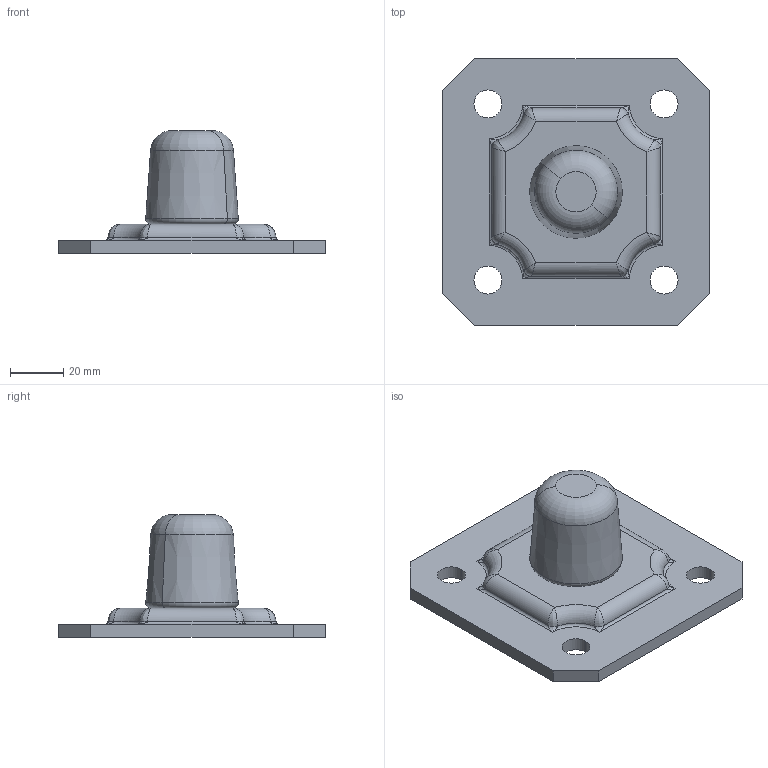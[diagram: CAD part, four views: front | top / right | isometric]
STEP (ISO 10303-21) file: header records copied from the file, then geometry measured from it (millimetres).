
FILE_DESCRIPTION (( 'STEP AP203' ), '1' );
FILE_NAME ('H_10B-35x46.STEP', '2022-07-19T07:20:09', ( '' ), ( '' ), 'SwSTEP 2.0', 'SolidWorks 2019', '' );
FILE_SCHEMA (( 'CONFIG_CONTROL_DESIGN' ));
Length unit declared in the file: millimetre
Products named in the file (3): diel 2; H_10B-35x46; diel 1
Assembly tree (2 placements, depth 2):
  H_10B-35x46
    diel 1
    diel 2
Bounding box: 100 x 100 x 46 mm (x, y, z)
Volume: 81092.8 mm3; surface area: 28762.2 mm2
Topology: 2 solids, 2 shells, 94 faces, 220 edges, 118 vertices
Faces by surface type: cylinder 34, plane 20, torus 20, bspline 16, cone 4
Entity records: 4223 total; most frequent: CARTESIAN_POINT 1965, ORIENTED_EDGE 408, DIRECTION 400, EDGE_CURVE 204, AXIS2_PLACEMENT_3D 161, VERTEX_POINT 118, EDGE_LOOP 108, ADVANCED_FACE 94
